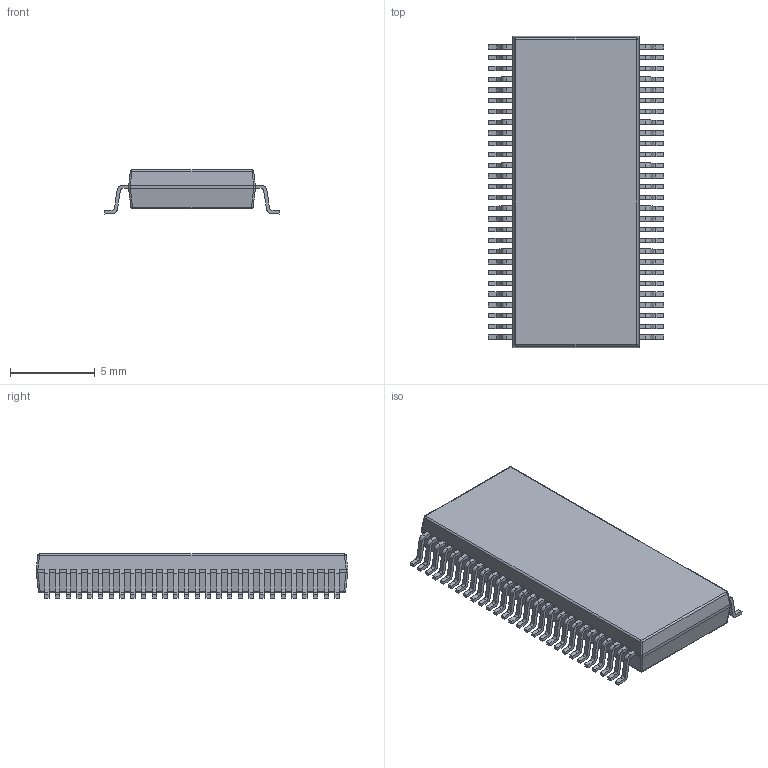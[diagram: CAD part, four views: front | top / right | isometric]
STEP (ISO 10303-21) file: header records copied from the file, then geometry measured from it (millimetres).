
FILE_DESCRIPTION((''),'2;1');
FILE_NAME('DL0056A_ASM','2021-09-08T09:19:45',('a0412086'),(''),'CREO PARAMETRIC BY PTC INC, 2018500','CREO PARAMETRIC BY PTC INC, 2018500','');
FILE_SCHEMA(('CONFIG_CONTROL_DESIGN','SHAPE_APPEARANCE_LAYERS_GROUPS'));
Length unit declared in the file: millimetre
Products named in the file (3): BODY; LEAD; DL0056A_ASM
Assembly tree (57 placements, depth 2):
  DL0056A_ASM
    BODY
    LEAD  x56
Bounding box: 10.34 x 18.41 x 2.6 mm (x, y, z)
Volume: 317.1 mm3; surface area: 510.6 mm2
Topology: 57 solids, 57 shells, 826 faces, 2096 edges, 1384 vertices
Faces by surface type: plane 574, cylinder 244, sphere 8
Entity records: 2384 total; most frequent: DIRECTION 372, CARTESIAN_POINT 344, ORIENTED_EDGE 232, AXIS2_PLACEMENT_3D 148, PRESENTATION_STYLE_ASSIGNMENT 118, STYLED_ITEM 118, CURVE_STYLE 116, EDGE_CURVE 116
